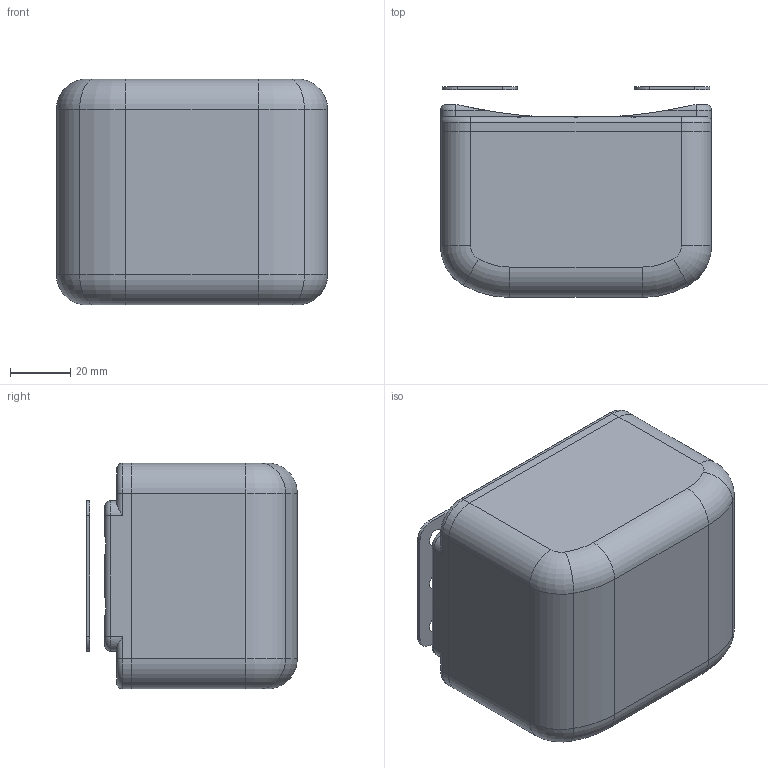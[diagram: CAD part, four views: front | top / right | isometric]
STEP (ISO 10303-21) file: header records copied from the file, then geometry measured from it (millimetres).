
FILE_DESCRIPTION (( 'STEP AP214' ), '1' );
FILE_NAME ('wisent collar enclosure.STEP', '2020-12-09T11:31:19', ( '' ), ( '' ), 'SwSTEP 2.0', 'SolidWorks 2016', '' );
FILE_SCHEMA (( 'AUTOMOTIVE_DESIGN' ));
Length unit declared in the file: millimetre
Products named in the file (1): wisent collar enclosure
Bounding box: 90 x 70 x 75 mm (x, y, z)
Volume: 248556.1 mm3; surface area: 69988 mm2
Topology: 5 solids, 5 shells, 364 faces, 933 edges, 602 vertices
Faces by surface type: cylinder 183, plane 117, cone 48, torus 16
Entity records: 12369 total; most frequent: CARTESIAN_POINT 3050, DIRECTION 2045, ORIENTED_EDGE 1866, EDGE_CURVE 933, AXIS2_PLACEMENT_3D 809, VERTEX_POINT 602, CIRCLE 444, EDGE_LOOP 443
